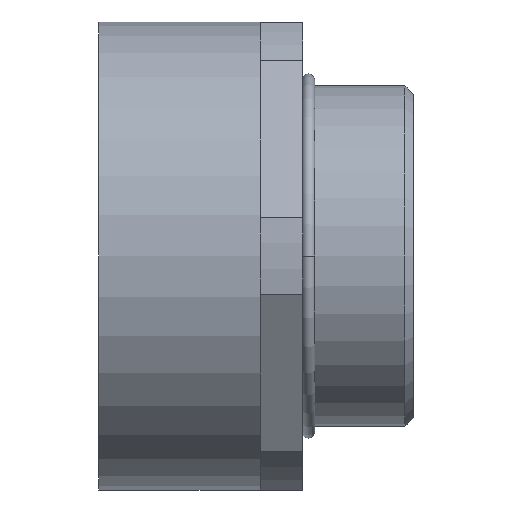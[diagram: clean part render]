
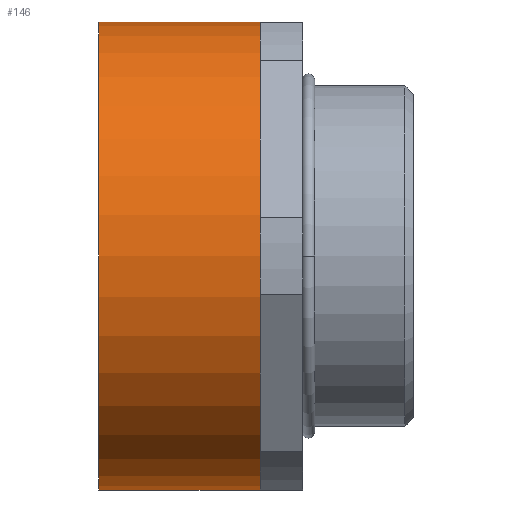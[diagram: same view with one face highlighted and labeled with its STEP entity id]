
A CAD part, left-side view. The second image highlights one B-rep face of the part: STEP entity #146.
In plain terms, the highlighted cylindrical face has radius 27.5 mm (diameter 55 mm), a partial arc.
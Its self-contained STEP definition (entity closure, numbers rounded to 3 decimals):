
#42 = VECTOR ( 'NONE', #1159, 1000. ) ;
#46 = VECTOR ( 'NONE', #1150, 1000. ) ;
#75 = AXIS2_PLACEMENT_3D ( 'NONE', #1078, #1079, #1080 ) ;
#83 = AXIS2_PLACEMENT_3D ( 'NONE', #1054, #1061, #1062 ) ;
#88 = AXIS2_PLACEMENT_3D ( 'NONE', #1042, #1049, #1050 ) ;
#124 = EDGE_CURVE ( 'NONE', #230, #229, #597, .T. ) ;
#146 = ADVANCED_FACE ( 'NONE', ( #859 ), #860, .T. ) ;
#196 = VERTEX_POINT ( 'NONE', #479 ) ;
#203 = VERTEX_POINT ( 'NONE', #486 ) ;
#228 = VERTEX_POINT ( 'NONE', #954 ) ;
#229 = VERTEX_POINT ( 'NONE', #955 ) ;
#230 = VERTEX_POINT ( 'NONE', #956 ) ;
#231 = VERTEX_POINT ( 'NONE', #957 ) ;
#278 = EDGE_LOOP ( 'NONE', ( #512, #513, #514, #507, #515, #516 ) ) ;
#402 = CARTESIAN_POINT ( 'NONE',  ( 0., 19.348, 0. ) ) ;
#403 = DIRECTION ( 'NONE',  ( 0., 1., 0. ) ) ;
#404 = DIRECTION ( 'NONE',  ( 0., 0., 1. ) ) ;
#479 = CARTESIAN_POINT ( 'NONE',  ( -23.816, 1., -13.75 ) ) ;
#486 = CARTESIAN_POINT ( 'NONE',  ( -23.816, 1., 13.75 ) ) ;
#507 = ORIENTED_EDGE ( 'NONE', *, *, #725, .T. ) ;
#512 = ORIENTED_EDGE ( 'NONE', *, *, #748, .F. ) ;
#513 = ORIENTED_EDGE ( 'NONE', *, *, #715, .T. ) ;
#514 = ORIENTED_EDGE ( 'NONE', *, *, #719, .T. ) ;
#515 = ORIENTED_EDGE ( 'NONE', *, *, #751, .T. ) ;
#516 = ORIENTED_EDGE ( 'NONE', *, *, #124, .F. ) ;
#597 = CIRCLE ( 'NONE', #929, 27.5 ) ;
#618 = CIRCLE ( 'NONE', #88, 27.5 ) ;
#620 = CIRCLE ( 'NONE', #83, 27.5 ) ;
#624 = CIRCLE ( 'NONE', #75, 27.5 ) ;
#672 = CARTESIAN_POINT ( 'NONE',  ( 0., 20., 0. ) ) ;
#673 = DIRECTION ( 'NONE',  ( 0., 1., 0. ) ) ;
#674 = DIRECTION ( 'NONE',  ( 0., 0., 1. ) ) ;
#715 = EDGE_CURVE ( 'NONE', #231, #196, #618, .T. ) ;
#719 = EDGE_CURVE ( 'NONE', #196, #203, #620, .T. ) ;
#725 = EDGE_CURVE ( 'NONE', #203, #228, #624, .T. ) ;
#748 = EDGE_CURVE ( 'NONE', #231, #230, #1148, .T. ) ;
#751 = EDGE_CURVE ( 'NONE', #228, #229, #1157, .T. ) ;
#855 = AXIS2_PLACEMENT_3D ( 'NONE', #402, #403, #404 ) ;
#859 = FACE_OUTER_BOUND ( 'NONE', #278, .T. ) ;
#860 = CYLINDRICAL_SURFACE ( 'NONE', #855, 27.5 ) ;
#929 = AXIS2_PLACEMENT_3D ( 'NONE', #672, #673, #674 ) ;
#954 = CARTESIAN_POINT ( 'NONE',  ( 0., 1., 27.5 ) ) ;
#955 = CARTESIAN_POINT ( 'NONE',  ( 0., 20., 27.5 ) ) ;
#956 = CARTESIAN_POINT ( 'NONE',  ( 0., 20., -27.5 ) ) ;
#957 = CARTESIAN_POINT ( 'NONE',  ( 0., 1., -27.5 ) ) ;
#1042 = CARTESIAN_POINT ( 'NONE',  ( 0., 1., 0. ) ) ;
#1049 = DIRECTION ( 'NONE',  ( 0., 1., 0. ) ) ;
#1050 = DIRECTION ( 'NONE',  ( 0., 0., 1. ) ) ;
#1054 = CARTESIAN_POINT ( 'NONE',  ( 0., 1., 0. ) ) ;
#1061 = DIRECTION ( 'NONE',  ( 0., 1., 0. ) ) ;
#1062 = DIRECTION ( 'NONE',  ( 0., 0., 1. ) ) ;
#1078 = CARTESIAN_POINT ( 'NONE',  ( 0., 1., 0. ) ) ;
#1079 = DIRECTION ( 'NONE',  ( 0., 1., 0. ) ) ;
#1080 = DIRECTION ( 'NONE',  ( 0., 0., 1. ) ) ;
#1148 = LINE ( 'NONE', #1149, #46 ) ;
#1149 = CARTESIAN_POINT ( 'NONE',  ( 0., 19.348, -27.5 ) ) ;
#1150 = DIRECTION ( 'NONE',  ( 0., 1., 0. ) ) ;
#1157 = LINE ( 'NONE', #1158, #42 ) ;
#1158 = CARTESIAN_POINT ( 'NONE',  ( 0., 19.348, 27.5 ) ) ;
#1159 = DIRECTION ( 'NONE',  ( 0., 1., 0. ) ) ;
